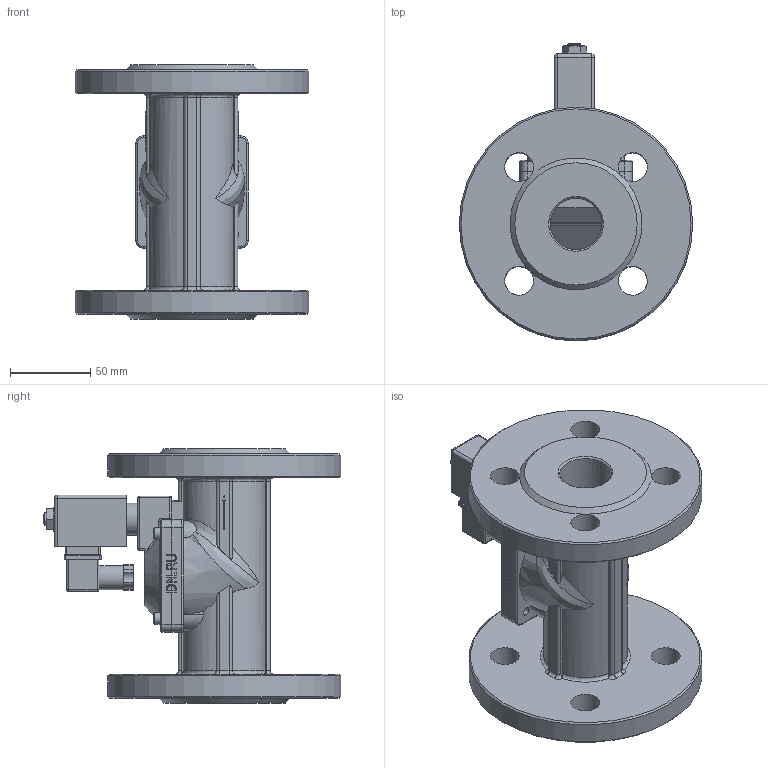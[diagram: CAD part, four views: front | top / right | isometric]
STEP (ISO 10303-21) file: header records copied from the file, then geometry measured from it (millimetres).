
FILE_DESCRIPTION(/* description */ (''),/* implementation_level */ '2;1');
FILE_NAME(/* name */ 'DN32_3D_STEP.stp',/* time_stamp */ '2024-03-16T21:40:44+03:00',/* author */ ('igorr'),/* organization */ (''),/* preprocessor_version */ 'ST-DEVELOPER v19.2',/* originating_system */ 'Autodesk Inventor 2023',/* authorisation */ '');
FILE_SCHEMA (('AUTOMOTIVE_DESIGN { 1 0 10303 214 3 1 1 }'));
Length unit declared in the file: millimetre
Products named in the file (5): Сборка; Деталь1; соленоид; BS 3692 - M8; AS 1420 - 1973 - M4 x 8
Assembly tree (7 placements, depth 2):
  Сборка
    Деталь1
    соленоид
    BS 3692 - M8
    AS 1420 - 1973 - M4 x 8  x4
Bounding box: 145 x 185 x 158 mm (x, y, z)
Volume: 845524 mm3; surface area: 144066.9 mm2
Topology: 7 solids, 7 shells, 555 faces, 1419 edges, 894 vertices
Faces by surface type: plane 247, cylinder 176, torus 46, bspline 40, cone 32, sphere 14
Full cylindrical faces by diameter (mm): 4 x4, 5 x8, 6.647 x1, 7 x4, 8 x2, 10 x2, 15 x2, 18 x9, 20 x1, 32 x2, 145 x2
Entity records: 17496 total; most frequent: CARTESIAN_POINT 4559, ORIENTED_EDGE 2620, DIRECTION 2508, EDGE_CURVE 1310, AXIS2_PLACEMENT_3D 924, VERTEX_POINT 822, LINE 660, VECTOR 660
